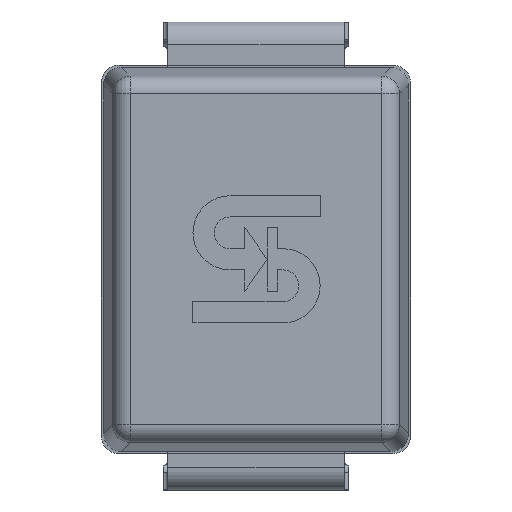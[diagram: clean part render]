
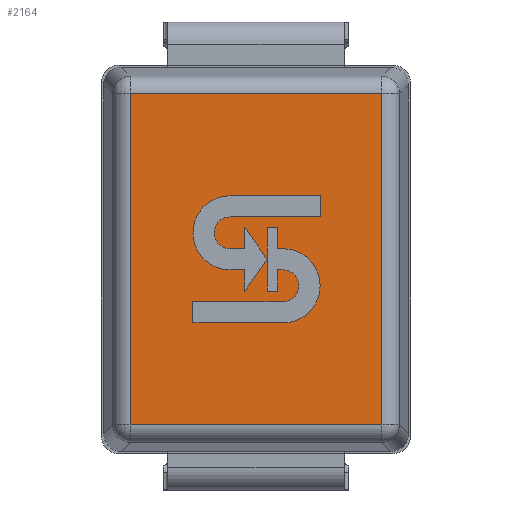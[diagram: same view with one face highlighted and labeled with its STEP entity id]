
A CAD part, top view. The second image highlights one B-rep face of the part: STEP entity #2164.
In plain terms, the highlighted planar face has unit normal (0, 0, 1).
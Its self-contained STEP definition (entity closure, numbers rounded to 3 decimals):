
#289=FACE_OUTER_BOUND('',#417,.T.);
#417=EDGE_LOOP('',(#1821,#1822,#1823,#1824));
#591=LINE('',#3675,#802);
#594=LINE('',#3687,#805);
#596=LINE('',#3693,#807);
#597=LINE('',#3694,#808);
#802=VECTOR('',#2951,2.851);
#805=VECTOR('',#2968,3.751);
#807=VECTOR('',#2974,3.751);
#808=VECTOR('',#2975,2.851);
#1016=VERTEX_POINT('',#3669);
#1018=VERTEX_POINT('',#3673);
#1020=VERTEX_POINT('',#3686);
#1022=VERTEX_POINT('',#3692);
#1290=EDGE_CURVE('',#1018,#1016,#591,.T.);
#1296=EDGE_CURVE('',#1016,#1020,#594,.T.);
#1299=EDGE_CURVE('',#1022,#1018,#596,.T.);
#1300=EDGE_CURVE('',#1020,#1022,#597,.T.);
#1821=ORIENTED_EDGE('',*,*,#1290,.F.);
#1822=ORIENTED_EDGE('',*,*,#1299,.F.);
#1823=ORIENTED_EDGE('',*,*,#1300,.F.);
#1824=ORIENTED_EDGE('',*,*,#1296,.F.);
#2047=PLANE('',#2435);
#2164=ADVANCED_FACE('',(#289),#2047,.T.);
#2435=AXIS2_PLACEMENT_3D('',#3691,#2972,#2973);
#2951=DIRECTION('',(-1.,0.,0.));
#2968=DIRECTION('',(0.,1.,0.));
#2972=DIRECTION('center_axis',(0.,0.,1.));
#2973=DIRECTION('ref_axis',(1.,0.,0.));
#2974=DIRECTION('',(0.,-1.,0.));
#2975=DIRECTION('',(1.,0.,0.));
#3669=CARTESIAN_POINT('',(-1.425,-1.875,1.));
#3673=CARTESIAN_POINT('',(1.425,-1.875,1.));
#3675=CARTESIAN_POINT('',(1.425,-1.875,1.));
#3686=CARTESIAN_POINT('',(-1.425,1.875,1.));
#3687=CARTESIAN_POINT('',(-1.425,-1.875,1.));
#3691=CARTESIAN_POINT('Origin',(0.,-2.052,1.));
#3692=CARTESIAN_POINT('',(1.425,1.875,1.));
#3693=CARTESIAN_POINT('',(1.425,1.875,1.));
#3694=CARTESIAN_POINT('',(-1.425,1.875,1.));
